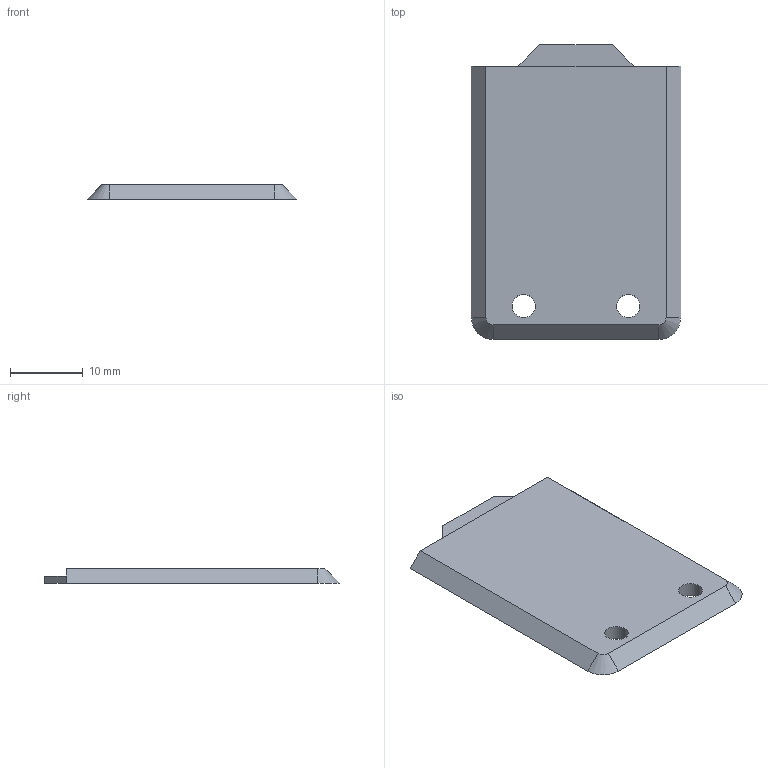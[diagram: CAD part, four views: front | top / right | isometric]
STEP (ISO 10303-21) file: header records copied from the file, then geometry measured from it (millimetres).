
FILE_DESCRIPTION(/* description */ (''),/* implementation_level */ '2;1');
FILE_NAME(/* name */ 'gps-deckel.stp',/* time_stamp */ '2021-04-11T21:30:42+02:00',/* author */ ('hpcthobs'),/* organization */ (''),/* preprocessor_version */ 'ST-DEVELOPER v18.1',/* originating_system */ 'Autodesk Inventor 2021',/* authorisation */ '');
FILE_SCHEMA (('AUTOMOTIVE_DESIGN { 1 0 10303 214 3 1 1 }'));
Length unit declared in the file: millimetre
Products named in the file (1): gps-deckel
Bounding box: 28.8 x 40.6 x 2 mm (x, y, z)
Volume: 1966.2 mm3; surface area: 2381.6 mm2
Topology: 1 solids, 1 shells, 14 faces, 70 edges, 88 vertices
Faces by surface type: plane 10, cone 2, cylinder 2
Full cylindrical faces by diameter (mm): 3.2 x2
Entity records: 610 total; most frequent: CARTESIAN_POINT 143, DIRECTION 90, ORIENTED_EDGE 72, EDGE_CURVE 36, AXIS2_PLACEMENT_3D 31, LINE 28, VECTOR 28, POLYLINE 26
